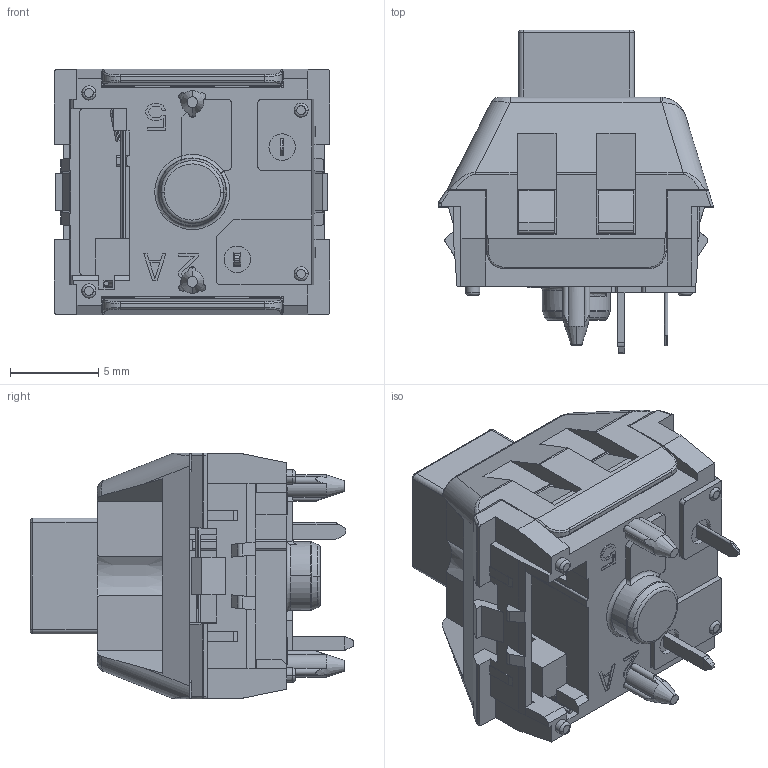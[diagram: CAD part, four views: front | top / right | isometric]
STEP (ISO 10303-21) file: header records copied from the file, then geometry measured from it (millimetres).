
FILE_DESCRIPTION((''),'2;1');
FILE_NAME('CPG1511F01S11C_ASM_ASM','2022-06-20T',('ENG23'),(''),'PRO/ENGINEER BY PARAMETRIC TECHNOLOGY CORPORATION, 2014090','PRO/ENGINEER BY PARAMETRIC TECHNOLOGY CORPORATION, 2014090','');
FILE_SCHEMA(('CONFIG_CONTROL_DESIGN'));
Length unit declared in the file: millimetre
Products named in the file (8): MSBR-7_1; MSBR-6_1; MSBR-4_1; MSBR-3_1; MSBR-2_1; MSBR-1_1; CPG1511F01S11C_ASM_1_ASM; CPG1511F01S11C_ASM_ASM
Assembly tree (7 placements, depth 3):
  CPG1511F01S11C_ASM_ASM
    CPG1511F01S11C_ASM_1_ASM
      MSBR-7_1
      MSBR-6_1
      MSBR-4_1
      MSBR-3_1
      MSBR-2_1
      MSBR-1_1
Bounding box: 15.56 x 18.3 x 13.9 mm (x, y, z)
Volume: 1659.6 mm3; surface area: 2400.1 mm2
Topology: 6 solids, 10 shells, 1078 faces, 3077 edges, 2026 vertices
Faces by surface type: plane 651, cylinder 230, extrusion 90, torus 44, cone 28, bspline 28, sphere 7
Entity records: 37935 total; most frequent: CARTESIAN_POINT 9969, ORIENTED_EDGE 6140, DIRECTION 5321, EDGE_CURVE 3070, VECTOR 2141, LINE 2051, VERTEX_POINT 2026, AXIS2_PLACEMENT_3D 1590
